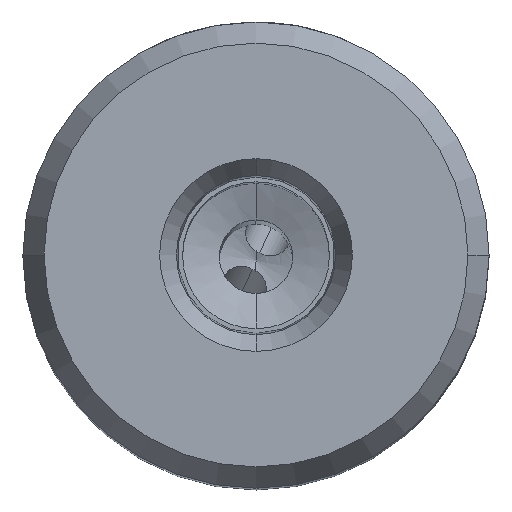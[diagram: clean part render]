
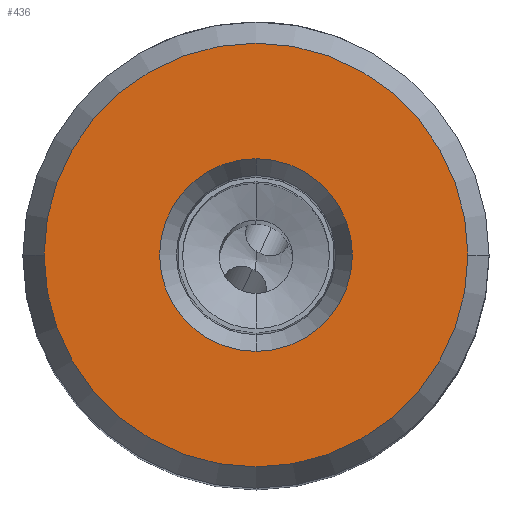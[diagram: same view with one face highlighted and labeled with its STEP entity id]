
A CAD part, top view. The second image highlights one B-rep face of the part: STEP entity #436.
In plain terms, the highlighted planar face has unit normal (0, 0, 1).
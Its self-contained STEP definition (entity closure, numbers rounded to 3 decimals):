
#50=FACE_BOUND('',#767,.T.);
#51=FACE_BOUND('',#768,.T.);
#94=PLANE('',#2917);
#326=CIRCLE('',#2911,5.25);
#327=CIRCLE('',#2913,5.25);
#328=CIRCLE('',#2915,11.545);
#329=CIRCLE('',#2916,11.545);
#436=ADVANCED_FACE('',(#50,#51),#94,.T.);
#767=EDGE_LOOP('',(#1029,#1030));
#768=EDGE_LOOP('',(#1031,#1032));
#1029=ORIENTED_EDGE('',*,*,#2185,.T.);
#1030=ORIENTED_EDGE('',*,*,#2186,.T.);
#1031=ORIENTED_EDGE('',*,*,#2187,.T.);
#1032=ORIENTED_EDGE('',*,*,#2188,.T.);
#1863=VERTEX_POINT('',#4576);
#1864=VERTEX_POINT('',#4578);
#1865=VERTEX_POINT('',#4584);
#1866=VERTEX_POINT('',#4585);
#2185=EDGE_CURVE('',#1863,#1864,#326,.T.);
#2186=EDGE_CURVE('',#1864,#1863,#327,.T.);
#2187=EDGE_CURVE('',#1865,#1866,#328,.T.);
#2188=EDGE_CURVE('',#1866,#1865,#329,.T.);
#2911=AXIS2_PLACEMENT_3D('',#4579,#3211,#3212);
#2913=AXIS2_PLACEMENT_3D('',#4581,#3215,#3216);
#2915=AXIS2_PLACEMENT_3D('',#4583,#3219,#3220);
#2916=AXIS2_PLACEMENT_3D('',#4586,#3221,#3222);
#2917=AXIS2_PLACEMENT_3D('',#4587,#3223,#3224);
#3211=DIRECTION('',(0.,0.,-1.));
#3212=DIRECTION('',(0.,-1.,0.));
#3215=DIRECTION('',(0.,0.,-1.));
#3216=DIRECTION('',(0.,1.,0.));
#3219=DIRECTION('',(0.,0.,1.));
#3220=DIRECTION('',(-1.,0.,0.));
#3221=DIRECTION('',(0.,0.,1.));
#3222=DIRECTION('',(1.,0.,0.));
#3223=DIRECTION('',(0.,0.,1.));
#3224=DIRECTION('',(-1.,0.,0.));
#4576=CARTESIAN_POINT('',(0.,-5.25,28.65));
#4578=CARTESIAN_POINT('',(0.,5.25,28.65));
#4579=CARTESIAN_POINT('',(0.,0.,28.65));
#4581=CARTESIAN_POINT('',(0.,0.,28.65));
#4583=CARTESIAN_POINT('',(0.,0.,28.65));
#4584=CARTESIAN_POINT('',(-11.545,0.,28.65));
#4585=CARTESIAN_POINT('',(11.545,0.,28.65));
#4586=CARTESIAN_POINT('',(0.,0.,28.65));
#4587=CARTESIAN_POINT('',(0.,0.,28.65));
